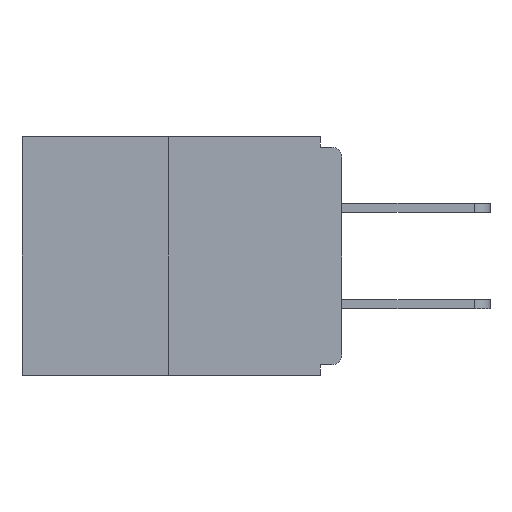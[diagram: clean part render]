
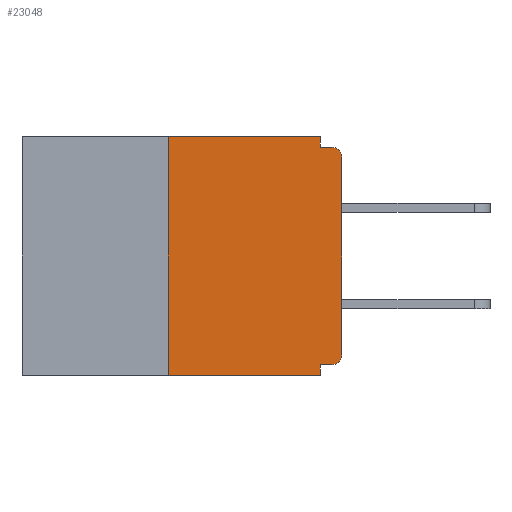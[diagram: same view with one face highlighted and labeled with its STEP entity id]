
A CAD part, left-side view. The second image highlights one B-rep face of the part: STEP entity #23048.
In plain terms, the highlighted planar face has unit normal (-1, 0, 0).
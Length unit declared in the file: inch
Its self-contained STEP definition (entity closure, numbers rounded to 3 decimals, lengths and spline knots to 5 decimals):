
#402 = DIRECTION ( 'NONE',  ( 0., 0., -1. ) ) ;
#938 = VERTEX_POINT ( 'NONE', #18314 ) ;
#1596 = LINE ( 'NONE', #13562, #5797 ) ;
#2469 = CARTESIAN_POINT ( 'NONE',  ( 0., 0., -0.328 ) ) ;
#2779 = EDGE_CURVE ( 'NONE', #7260, #8300, #5017, .T. ) ;
#3501 = EDGE_CURVE ( 'NONE', #5954, #18230, #7891, .T. ) ;
#4424 = CARTESIAN_POINT ( 'NONE',  ( 0., 0.46, 0. ) ) ;
#5017 = LINE ( 'NONE', #18826, #29070 ) ;
#5478 = EDGE_CURVE ( 'NONE', #21611, #18230, #1596, .T. ) ;
#5735 = VECTOR ( 'NONE', #15342, 39.37008 ) ;
#5797 = VECTOR ( 'NONE', #8893, 39.37008 ) ;
#5826 = CARTESIAN_POINT ( 'NONE',  ( 0., 0., 0. ) ) ;
#5954 = VERTEX_POINT ( 'NONE', #24818 ) ;
#6000 = PLANE ( 'NONE',  #13645 ) ;
#6424 = EDGE_CURVE ( 'NONE', #11347, #24411, #7130, .T. ) ;
#6779 = FACE_OUTER_BOUND ( 'NONE', #21240, .T. ) ;
#6787 = DIRECTION ( 'NONE',  ( 0., 1., 0. ) ) ;
#7130 = LINE ( 'NONE', #19877, #20241 ) ;
#7260 = VERTEX_POINT ( 'NONE', #14084 ) ;
#7468 = DIRECTION ( 'NONE',  ( 0., -1., 0. ) ) ;
#7841 = CARTESIAN_POINT ( 'NONE',  ( 0., 0., -0.03 ) ) ;
#7891 = LINE ( 'NONE', #28861, #5735 ) ;
#8285 = DIRECTION ( 'NONE',  ( 0., 0., -1. ) ) ;
#8300 = VERTEX_POINT ( 'NONE', #10015 ) ;
#8776 = AXIS2_PLACEMENT_3D ( 'NONE', #21412, #25961, #21519 ) ;
#8826 = LINE ( 'NONE', #22585, #20836 ) ;
#8893 = DIRECTION ( 'NONE',  ( 0., 0., -1. ) ) ;
#9214 = LINE ( 'NONE', #15041, #26528 ) ;
#9654 = VERTEX_POINT ( 'NONE', #7841 ) ;
#10001 = DIRECTION ( 'NONE',  ( 0., 0., 1. ) ) ;
#10015 = CARTESIAN_POINT ( 'NONE',  ( 0., 0.015, -0.015 ) ) ;
#10899 = DIRECTION ( 'NONE',  ( 0., -1., 0. ) ) ;
#11347 = VERTEX_POINT ( 'NONE', #24794 ) ;
#12614 = CARTESIAN_POINT ( 'NONE',  ( 0., 0., -0.313 ) ) ;
#13488 = ORIENTED_EDGE ( 'NONE', *, *, #18175, .T. ) ;
#13562 = CARTESIAN_POINT ( 'NONE',  ( 0., 0.031, -0.343 ) ) ;
#13645 = AXIS2_PLACEMENT_3D ( 'NONE', #4424, #21800, #8285 ) ;
#13940 = ORIENTED_EDGE ( 'NONE', *, *, #26615, .T. ) ;
#14084 = CARTESIAN_POINT ( 'NONE',  ( 0., 0.031, -0.015 ) ) ;
#14712 = ORIENTED_EDGE ( 'NONE', *, *, #24660, .F. ) ;
#14864 = DIRECTION ( 'NONE',  ( 0., 0., 1. ) ) ;
#15041 = CARTESIAN_POINT ( 'NONE',  ( 0., 0.25, 0. ) ) ;
#15110 = DIRECTION ( 'NONE',  ( 0., 0., -1. ) ) ;
#15116 = ORIENTED_EDGE ( 'NONE', *, *, #3501, .T. ) ;
#15302 = CARTESIAN_POINT ( 'NONE',  ( 0., 0.015, -0.313 ) ) ;
#15342 = DIRECTION ( 'NONE',  ( 0., -1., 0. ) ) ;
#15665 = CARTESIAN_POINT ( 'NONE',  ( 0., 0.031, 0. ) ) ;
#16118 = EDGE_CURVE ( 'NONE', #5954, #11347, #9214, .T. ) ;
#16554 = ORIENTED_EDGE ( 'NONE', *, *, #19564, .T. ) ;
#17654 = CIRCLE ( 'NONE', #28528, 0.015 ) ;
#17763 = CARTESIAN_POINT ( 'NONE',  ( 0., 0.031, -0.328 ) ) ;
#18175 = EDGE_CURVE ( 'NONE', #938, #18621, #17654, .T. ) ;
#18230 = VERTEX_POINT ( 'NONE', #24725 ) ;
#18314 = CARTESIAN_POINT ( 'NONE',  ( 0., 0.015, -0.328 ) ) ;
#18621 = VERTEX_POINT ( 'NONE', #12614 ) ;
#18826 = CARTESIAN_POINT ( 'NONE',  ( 0., 0., -0.015 ) ) ;
#19137 = ORIENTED_EDGE ( 'NONE', *, *, #2779, .F. ) ;
#19397 = ORIENTED_EDGE ( 'NONE', *, *, #6424, .F. ) ;
#19564 = EDGE_CURVE ( 'NONE', #18621, #9654, #25704, .T. ) ;
#19821 = DIRECTION ( 'NONE',  ( -1., 0., 0. ) ) ;
#19877 = CARTESIAN_POINT ( 'NONE',  ( 0., 0.46, 0. ) ) ;
#20241 = VECTOR ( 'NONE', #10899, 39.37008 ) ;
#20836 = VECTOR ( 'NONE', #402, 39.37008 ) ;
#21100 = CIRCLE ( 'NONE', #8776, 0.015 ) ;
#21228 = VECTOR ( 'NONE', #6787, 39.37008 ) ;
#21240 = EDGE_LOOP ( 'NONE', ( #19397, #21666, #15116, #25882, #28356, #13488, #16554, #13940, #19137, #14712 ) ) ;
#21412 = CARTESIAN_POINT ( 'NONE',  ( 0., 0.015, -0.03 ) ) ;
#21519 = DIRECTION ( 'NONE',  ( 0., 0., -1. ) ) ;
#21611 = VERTEX_POINT ( 'NONE', #17763 ) ;
#21666 = ORIENTED_EDGE ( 'NONE', *, *, #16118, .F. ) ;
#21800 = DIRECTION ( 'NONE',  ( 1., 0., 0. ) ) ;
#22585 = CARTESIAN_POINT ( 'NONE',  ( 0., 0.031, 0. ) ) ;
#23048 = ADVANCED_FACE ( 'NONE', ( #6779 ), #6000, .F. ) ;
#23761 = EDGE_CURVE ( 'NONE', #938, #21611, #26165, .T. ) ;
#24411 = VERTEX_POINT ( 'NONE', #15665 ) ;
#24629 = VECTOR ( 'NONE', #10001, 39.37008 ) ;
#24660 = EDGE_CURVE ( 'NONE', #24411, #7260, #8826, .T. ) ;
#24725 = CARTESIAN_POINT ( 'NONE',  ( 0., 0.031, -0.343 ) ) ;
#24794 = CARTESIAN_POINT ( 'NONE',  ( 0., 0.25, 0. ) ) ;
#24818 = CARTESIAN_POINT ( 'NONE',  ( 0., 0.25, -0.343 ) ) ;
#25704 = LINE ( 'NONE', #5826, #24629 ) ;
#25882 = ORIENTED_EDGE ( 'NONE', *, *, #5478, .F. ) ;
#25961 = DIRECTION ( 'NONE',  ( -1., 0., 0. ) ) ;
#26165 = LINE ( 'NONE', #2469, #21228 ) ;
#26528 = VECTOR ( 'NONE', #14864, 39.37008 ) ;
#26615 = EDGE_CURVE ( 'NONE', #9654, #8300, #21100, .T. ) ;
#28356 = ORIENTED_EDGE ( 'NONE', *, *, #23761, .F. ) ;
#28528 = AXIS2_PLACEMENT_3D ( 'NONE', #15302, #19821, #15110 ) ;
#28861 = CARTESIAN_POINT ( 'NONE',  ( 0., 0.46, -0.343 ) ) ;
#29070 = VECTOR ( 'NONE', #7468, 39.37008 ) ;
